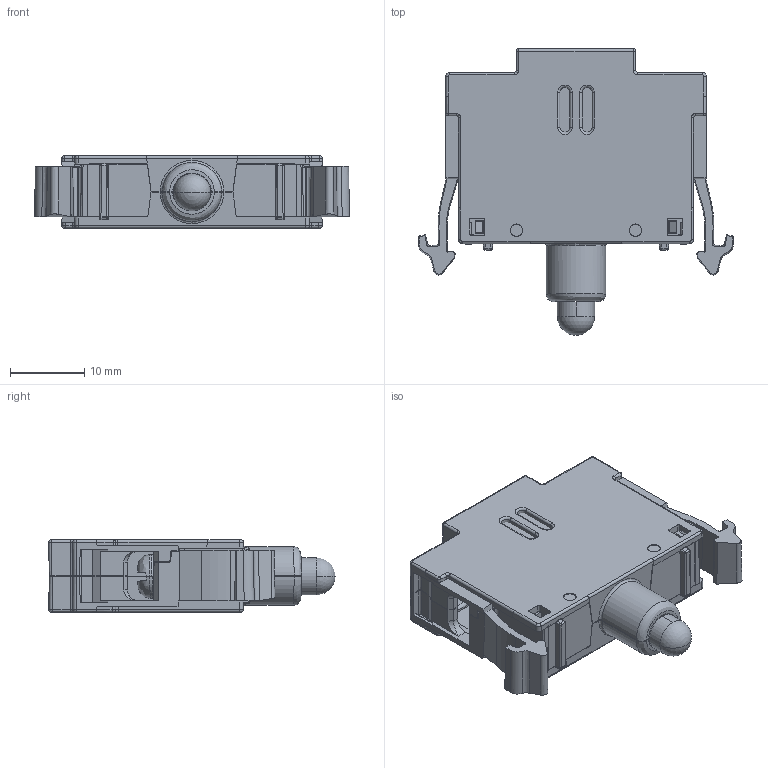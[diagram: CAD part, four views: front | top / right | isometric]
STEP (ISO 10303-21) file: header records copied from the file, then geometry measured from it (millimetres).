
FILE_DESCRIPTION((''),'2;1');
FILE_NAME('CSW-BIDLF_ASM','2022-04-12T11:29:34',('klemen.sitar'),('Audax d.o.o.'),'CREO PARAMETRIC BY PTC INC, 2021304','CREO PARAMETRIC BY PTC INC, 2021304','');
FILE_SCHEMA(('AP242_MANAGED_MODEL_BASED_3D_ENGINEERING_MIM_LF { 1 0 10303 442 1 1 4 }'));
Products named in the file (8): CSW-BIDLF_1_1; CSW-BIDLF_2; CSW-BIDLF_3; CSW-BIDLF_4; CSW-BIDLF_5; CSW-BIDLF_6; CSW-BIDLF_7; CSW-BIDLF_ASM
Assembly tree (7 placements, depth 2):
  CSW-BIDLF_ASM
    CSW-BIDLF_1_1
    CSW-BIDLF_2
    CSW-BIDLF_3
    CSW-BIDLF_4
    CSW-BIDLF_5
    CSW-BIDLF_6
    CSW-BIDLF_7
Bounding box: 42.35 x 38.5 x 9.7 mm (x, y, z)
Volume: 333.8 mm3; surface area: 7593.9 mm2
Topology: 5 solids, 7 shells, 996 faces, 2825 edges, 1831 vertices
Faces by surface type: plane 640, cylinder 184, cone 70, bspline 64, torus 24, sphere 14
Entity records: 76036 total; most frequent: CARTESIAN_POINT 34732, ORIENTED_EDGE 5606, DIRECTION 4515, PRESENTATION_STYLE_ASSIGNMENT 3822, STYLED_ITEM 3822, CURVE_STYLE 2819, EDGE_CURVE 2811, VECTOR 1855
